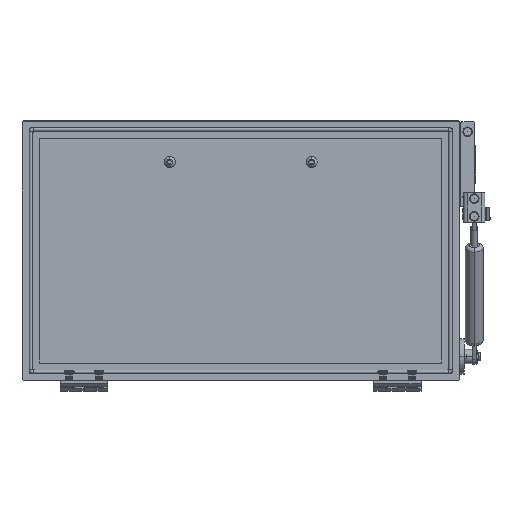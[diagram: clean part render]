
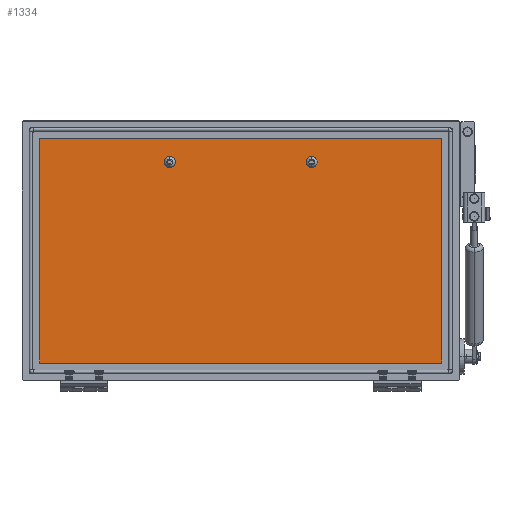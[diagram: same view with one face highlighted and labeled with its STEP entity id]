
A CAD part, front view. The second image highlights one B-rep face of the part: STEP entity #1334.
In plain terms, the highlighted planar face has unit normal (0, -1, 0).
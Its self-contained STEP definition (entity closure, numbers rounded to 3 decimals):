
#603 = CARTESIAN_POINT ( 'NONE',  ( -60., 22.5, 75. ) ) ;
#1140 = EDGE_CURVE ( 'NONE', #27342, #38606, #32056, .T. ) ;
#1205 = ORIENTED_EDGE ( 'NONE', *, *, #17460, .T. ) ;
#1334 = ADVANCED_FACE ( 'NONE', ( #18989, #34835, #25967 ), #34741, .T. ) ;
#1601 = DIRECTION ( 'NONE',  ( 0., 0., -1. ) ) ;
#2486 = CARTESIAN_POINT ( 'NONE',  ( -170., 22.5, -95. ) ) ;
#3616 = EDGE_CURVE ( 'NONE', #13495, #32492, #35726, .T. ) ;
#3789 = EDGE_CURVE ( 'NONE', #38606, #13495, #11437, .T. ) ;
#4854 = CIRCLE ( 'NONE', #11603, 2.75 ) ;
#4930 = EDGE_CURVE ( 'NONE', #34532, #13182, #4854, .T. ) ;
#5756 = DIRECTION ( 'NONE',  ( 0., -1., 0. ) ) ;
#6127 = CARTESIAN_POINT ( 'NONE',  ( -170., 22.5, -95. ) ) ;
#6335 = DIRECTION ( 'NONE',  ( 0., 0., -1. ) ) ;
#7242 = CIRCLE ( 'NONE', #20347, 2.75 ) ;
#8310 = EDGE_CURVE ( 'NONE', #13182, #34532, #37610, .T. ) ;
#8434 = DIRECTION ( 'NONE',  ( 0., 0., 1. ) ) ;
#10318 = LINE ( 'NONE', #20400, #21490 ) ;
#11222 = DIRECTION ( 'NONE',  ( 1., 0., 0. ) ) ;
#11298 = CARTESIAN_POINT ( 'NONE',  ( -170., 22.5, -95. ) ) ;
#11437 = LINE ( 'NONE', #2486, #20306 ) ;
#11603 = AXIS2_PLACEMENT_3D ( 'NONE', #26640, #17774, #38399 ) ;
#12045 = DIRECTION ( 'NONE',  ( 0., -1., 0. ) ) ;
#12071 = ORIENTED_EDGE ( 'NONE', *, *, #3616, .T. ) ;
#12207 = VERTEX_POINT ( 'NONE', #35763 ) ;
#12508 = CARTESIAN_POINT ( 'NONE',  ( -170., 22.5, 95. ) ) ;
#13182 = VERTEX_POINT ( 'NONE', #15043 ) ;
#13210 = CARTESIAN_POINT ( 'NONE',  ( 60., 22.5, 75. ) ) ;
#13495 = VERTEX_POINT ( 'NONE', #28952 ) ;
#14313 = CARTESIAN_POINT ( 'NONE',  ( 170., 22.5, 95. ) ) ;
#14716 = EDGE_CURVE ( 'NONE', #12207, #29096, #7242, .T. ) ;
#14798 = DIRECTION ( 'NONE',  ( -1., 0., 0. ) ) ;
#15043 = CARTESIAN_POINT ( 'NONE',  ( 60., 22.5, 77.75 ) ) ;
#15707 = AXIS2_PLACEMENT_3D ( 'NONE', #13210, #36837, #1601 ) ;
#15787 = CARTESIAN_POINT ( 'NONE',  ( 60., 22.5, 72.25 ) ) ;
#16208 = EDGE_LOOP ( 'NONE', ( #38219, #18033 ) ) ;
#17125 = ORIENTED_EDGE ( 'NONE', *, *, #14716, .F. ) ;
#17460 = EDGE_CURVE ( 'NONE', #32492, #27342, #10318, .T. ) ;
#17774 = DIRECTION ( 'NONE',  ( 0., -1., 0. ) ) ;
#18033 = ORIENTED_EDGE ( 'NONE', *, *, #4930, .F. ) ;
#18989 = FACE_BOUND ( 'NONE', #28543, .T. ) ;
#19293 = EDGE_LOOP ( 'NONE', ( #36521, #27349, #12071, #1205 ) ) ;
#20306 = VECTOR ( 'NONE', #11222, 1000. ) ;
#20347 = AXIS2_PLACEMENT_3D ( 'NONE', #29890, #12045, #32894 ) ;
#20400 = CARTESIAN_POINT ( 'NONE',  ( -170., 22.5, 95. ) ) ;
#20480 = DIRECTION ( 'NONE',  ( 0., 0., -1. ) ) ;
#21490 = VECTOR ( 'NONE', #14798, 1000. ) ;
#21751 = CIRCLE ( 'NONE', #28822, 2.75 ) ;
#22185 = VECTOR ( 'NONE', #8434, 1000. ) ;
#23975 = ORIENTED_EDGE ( 'NONE', *, *, #35793, .F. ) ;
#25967 = FACE_OUTER_BOUND ( 'NONE', #19293, .T. ) ;
#26640 = CARTESIAN_POINT ( 'NONE',  ( 60., 22.5, 75. ) ) ;
#27342 = VERTEX_POINT ( 'NONE', #34525 ) ;
#27349 = ORIENTED_EDGE ( 'NONE', *, *, #3789, .T. ) ;
#28543 = EDGE_LOOP ( 'NONE', ( #17125, #23975 ) ) ;
#28822 = AXIS2_PLACEMENT_3D ( 'NONE', #603, #33199, #6335 ) ;
#28952 = CARTESIAN_POINT ( 'NONE',  ( 170., 22.5, -95. ) ) ;
#29096 = VERTEX_POINT ( 'NONE', #35760 ) ;
#29890 = CARTESIAN_POINT ( 'NONE',  ( -60., 22.5, 75. ) ) ;
#31095 = VECTOR ( 'NONE', #36787, 1000. ) ;
#32056 = LINE ( 'NONE', #12508, #31095 ) ;
#32492 = VERTEX_POINT ( 'NONE', #34753 ) ;
#32894 = DIRECTION ( 'NONE',  ( 0., 0., -1. ) ) ;
#33199 = DIRECTION ( 'NONE',  ( 0., -1., 0. ) ) ;
#34525 = CARTESIAN_POINT ( 'NONE',  ( -170., 22.5, 95. ) ) ;
#34532 = VERTEX_POINT ( 'NONE', #15787 ) ;
#34741 = PLANE ( 'NONE',  #37716 ) ;
#34753 = CARTESIAN_POINT ( 'NONE',  ( 170., 22.5, 95. ) ) ;
#34835 = FACE_BOUND ( 'NONE', #16208, .T. ) ;
#35726 = LINE ( 'NONE', #14313, #22185 ) ;
#35760 = CARTESIAN_POINT ( 'NONE',  ( -60., 22.5, 72.25 ) ) ;
#35763 = CARTESIAN_POINT ( 'NONE',  ( -60., 22.5, 77.75 ) ) ;
#35793 = EDGE_CURVE ( 'NONE', #29096, #12207, #21751, .T. ) ;
#36521 = ORIENTED_EDGE ( 'NONE', *, *, #1140, .T. ) ;
#36787 = DIRECTION ( 'NONE',  ( 0., 0., -1. ) ) ;
#36837 = DIRECTION ( 'NONE',  ( 0., -1., 0. ) ) ;
#37610 = CIRCLE ( 'NONE', #15707, 2.75 ) ;
#37716 = AXIS2_PLACEMENT_3D ( 'NONE', #6127, #5756, #20480 ) ;
#38219 = ORIENTED_EDGE ( 'NONE', *, *, #8310, .F. ) ;
#38399 = DIRECTION ( 'NONE',  ( 0., 0., -1. ) ) ;
#38606 = VERTEX_POINT ( 'NONE', #11298 ) ;
